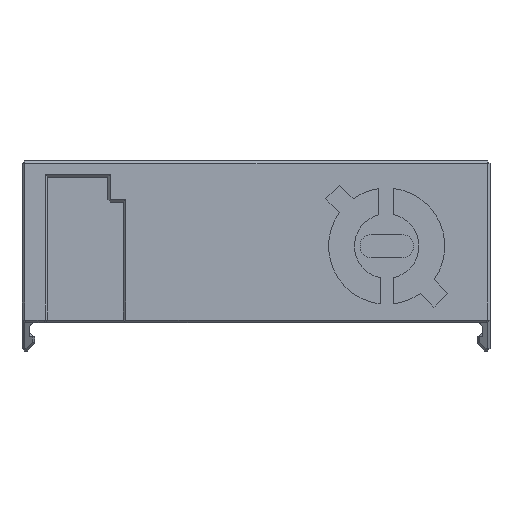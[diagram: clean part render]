
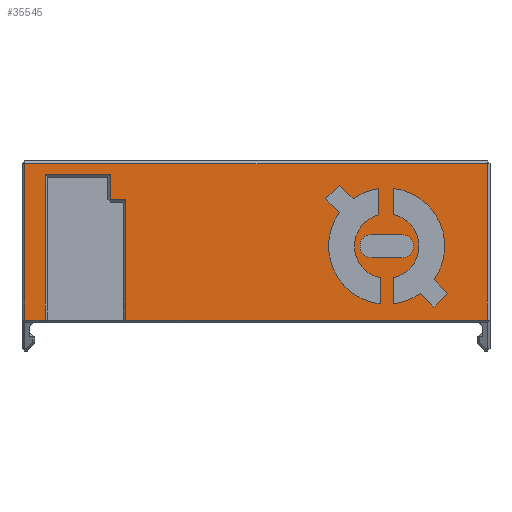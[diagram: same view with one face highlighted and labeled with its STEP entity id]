
A CAD part, front view. The second image highlights one B-rep face of the part: STEP entity #35545.
In plain terms, the highlighted planar face has unit normal (0, -1, 0).
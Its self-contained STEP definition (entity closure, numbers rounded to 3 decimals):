
#15=CIRCLE('',#37279,1.8);
#16=CIRCLE('',#37280,1.8);
#17=CIRCLE('',#37281,9.);
#18=CIRCLE('',#37282,9.);
#19=CIRCLE('',#37283,5.);
#20=CIRCLE('',#37284,9.);
#21=CIRCLE('',#37285,5.);
#22=CIRCLE('',#37286,9.);
#206=FACE_BOUND('',#4251,.T.);
#207=FACE_BOUND('',#4252,.T.);
#208=FACE_BOUND('',#4253,.T.);
#661=PLANE('',#37278);
#2364=FACE_OUTER_BOUND('',#4250,.T.);
#4250=EDGE_LOOP('',(#27005,#27006,#27007,#27008,#27009,#27010,#27011,#27012,
#27013,#27014));
#4251=EDGE_LOOP('',(#27015,#27016,#27017,#27018));
#4252=EDGE_LOOP('',(#27019,#27020,#27021,#27022,#27023,#27024,#27025,#27026));
#4253=EDGE_LOOP('',(#27027,#27028,#27029,#27030,#27031,#27032,#27033,#27034));
#6293=LINE('',#47903,#11452);
#6322=LINE('',#47963,#11481);
#7211=LINE('',#49721,#12370);
#7215=LINE('',#49728,#12374);
#7645=LINE('',#50596,#12804);
#7647=LINE('',#50599,#12806);
#7649=LINE('',#50602,#12808);
#7650=LINE('',#50605,#12809);
#7651=LINE('',#50607,#12810);
#7652=LINE('',#50608,#12811);
#7653=LINE('',#50613,#12812);
#7654=LINE('',#50616,#12813);
#7655=LINE('',#50619,#12814);
#7656=LINE('',#50623,#12815);
#7657=LINE('',#50625,#12816);
#7658=LINE('',#50627,#12817);
#7659=LINE('',#50631,#12818);
#7660=LINE('',#50637,#12819);
#7661=LINE('',#50641,#12820);
#7662=LINE('',#50645,#12821);
#7663=LINE('',#50647,#12822);
#7664=LINE('',#50648,#12823);
#11452=VECTOR('',#39170,10.);
#11481=VECTOR('',#39215,10.);
#12370=VECTOR('',#40192,10.);
#12374=VECTOR('',#40198,10.);
#12804=VECTOR('',#40748,10.);
#12806=VECTOR('',#40752,10.);
#12808=VECTOR('',#40756,10.);
#12809=VECTOR('',#40759,10.);
#12810=VECTOR('',#40760,10.);
#12811=VECTOR('',#40761,10.);
#12812=VECTOR('',#40764,10.);
#12813=VECTOR('',#40767,10.);
#12814=VECTOR('',#40768,10.);
#12815=VECTOR('',#40771,10.);
#12816=VECTOR('',#40772,10.);
#12817=VECTOR('',#40773,10.);
#12818=VECTOR('',#40776,10.);
#12819=VECTOR('',#40781,10.);
#12820=VECTOR('',#40784,10.);
#12821=VECTOR('',#40787,10.);
#12822=VECTOR('',#40788,10.);
#12823=VECTOR('',#40789,10.);
#16572=VERTEX_POINT('',#47900);
#16573=VERTEX_POINT('',#47902);
#16594=VERTEX_POINT('',#47955);
#16596=VERTEX_POINT('',#47961);
#17420=VERTEX_POINT('',#49718);
#17421=VERTEX_POINT('',#49720);
#17423=VERTEX_POINT('',#49726);
#17801=VERTEX_POINT('',#50595);
#17802=VERTEX_POINT('',#50604);
#17803=VERTEX_POINT('',#50606);
#17804=VERTEX_POINT('',#50609);
#17805=VERTEX_POINT('',#50610);
#17806=VERTEX_POINT('',#50612);
#17807=VERTEX_POINT('',#50614);
#17808=VERTEX_POINT('',#50617);
#17809=VERTEX_POINT('',#50618);
#17810=VERTEX_POINT('',#50620);
#17811=VERTEX_POINT('',#50622);
#17812=VERTEX_POINT('',#50624);
#17813=VERTEX_POINT('',#50626);
#17814=VERTEX_POINT('',#50628);
#17815=VERTEX_POINT('',#50630);
#17816=VERTEX_POINT('',#50633);
#17817=VERTEX_POINT('',#50634);
#17818=VERTEX_POINT('',#50636);
#17819=VERTEX_POINT('',#50638);
#17820=VERTEX_POINT('',#50640);
#17821=VERTEX_POINT('',#50642);
#17822=VERTEX_POINT('',#50644);
#17823=VERTEX_POINT('',#50646);
#20033=EDGE_CURVE('',#16572,#16573,#6293,.T.);
#20062=EDGE_CURVE('',#16596,#16594,#6322,.T.);
#20951=EDGE_CURVE('',#17420,#17421,#7211,.T.);
#20955=EDGE_CURVE('',#17423,#17420,#7215,.T.);
#21385=EDGE_CURVE('',#16573,#17801,#7645,.T.);
#21387=EDGE_CURVE('',#17421,#16572,#7647,.T.);
#21389=EDGE_CURVE('',#17801,#16596,#7649,.T.);
#21390=EDGE_CURVE('',#17802,#17423,#7650,.T.);
#21391=EDGE_CURVE('',#17803,#17802,#7651,.T.);
#21392=EDGE_CURVE('',#16594,#17803,#7652,.T.);
#21393=EDGE_CURVE('',#17804,#17805,#15,.T.);
#21394=EDGE_CURVE('',#17805,#17806,#7653,.T.);
#21395=EDGE_CURVE('',#17806,#17807,#16,.T.);
#21396=EDGE_CURVE('',#17807,#17804,#7654,.T.);
#21397=EDGE_CURVE('',#17808,#17809,#7655,.T.);
#21398=EDGE_CURVE('',#17809,#17810,#17,.T.);
#21399=EDGE_CURVE('',#17810,#17811,#7656,.T.);
#21400=EDGE_CURVE('',#17811,#17812,#7657,.T.);
#21401=EDGE_CURVE('',#17812,#17813,#7658,.T.);
#21402=EDGE_CURVE('',#17813,#17814,#18,.T.);
#21403=EDGE_CURVE('',#17814,#17815,#7659,.T.);
#21404=EDGE_CURVE('',#17815,#17808,#19,.T.);
#21405=EDGE_CURVE('',#17816,#17817,#20,.T.);
#21406=EDGE_CURVE('',#17817,#17818,#7660,.T.);
#21407=EDGE_CURVE('',#17818,#17819,#21,.T.);
#21408=EDGE_CURVE('',#17819,#17820,#7661,.T.);
#21409=EDGE_CURVE('',#17820,#17821,#22,.T.);
#21410=EDGE_CURVE('',#17821,#17822,#7662,.T.);
#21411=EDGE_CURVE('',#17822,#17823,#7663,.T.);
#21412=EDGE_CURVE('',#17823,#17816,#7664,.T.);
#27005=ORIENTED_EDGE('',*,*,#20062,.F.);
#27006=ORIENTED_EDGE('',*,*,#21389,.F.);
#27007=ORIENTED_EDGE('',*,*,#21385,.F.);
#27008=ORIENTED_EDGE('',*,*,#20033,.F.);
#27009=ORIENTED_EDGE('',*,*,#21387,.F.);
#27010=ORIENTED_EDGE('',*,*,#20951,.F.);
#27011=ORIENTED_EDGE('',*,*,#20955,.F.);
#27012=ORIENTED_EDGE('',*,*,#21390,.F.);
#27013=ORIENTED_EDGE('',*,*,#21391,.F.);
#27014=ORIENTED_EDGE('',*,*,#21392,.F.);
#27015=ORIENTED_EDGE('',*,*,#21393,.T.);
#27016=ORIENTED_EDGE('',*,*,#21394,.T.);
#27017=ORIENTED_EDGE('',*,*,#21395,.T.);
#27018=ORIENTED_EDGE('',*,*,#21396,.T.);
#27019=ORIENTED_EDGE('',*,*,#21397,.T.);
#27020=ORIENTED_EDGE('',*,*,#21398,.T.);
#27021=ORIENTED_EDGE('',*,*,#21399,.T.);
#27022=ORIENTED_EDGE('',*,*,#21400,.T.);
#27023=ORIENTED_EDGE('',*,*,#21401,.T.);
#27024=ORIENTED_EDGE('',*,*,#21402,.T.);
#27025=ORIENTED_EDGE('',*,*,#21403,.T.);
#27026=ORIENTED_EDGE('',*,*,#21404,.T.);
#27027=ORIENTED_EDGE('',*,*,#21405,.T.);
#27028=ORIENTED_EDGE('',*,*,#21406,.T.);
#27029=ORIENTED_EDGE('',*,*,#21407,.T.);
#27030=ORIENTED_EDGE('',*,*,#21408,.T.);
#27031=ORIENTED_EDGE('',*,*,#21409,.T.);
#27032=ORIENTED_EDGE('',*,*,#21410,.T.);
#27033=ORIENTED_EDGE('',*,*,#21411,.T.);
#27034=ORIENTED_EDGE('',*,*,#21412,.T.);
#35545=ADVANCED_FACE('',(#2364,#206,#207,#208),#661,.T.);
#37278=AXIS2_PLACEMENT_3D('',#50603,#40757,#40758);
#37279=AXIS2_PLACEMENT_3D('',#50611,#40762,#40763);
#37280=AXIS2_PLACEMENT_3D('',#50615,#40765,#40766);
#37281=AXIS2_PLACEMENT_3D('',#50621,#40769,#40770);
#37282=AXIS2_PLACEMENT_3D('',#50629,#40774,#40775);
#37283=AXIS2_PLACEMENT_3D('',#50632,#40777,#40778);
#37284=AXIS2_PLACEMENT_3D('',#50635,#40779,#40780);
#37285=AXIS2_PLACEMENT_3D('',#50639,#40782,#40783);
#37286=AXIS2_PLACEMENT_3D('',#50643,#40785,#40786);
#39170=DIRECTION('',(0.,0.,1.));
#39215=DIRECTION('',(-1.,0.,0.));
#40192=DIRECTION('',(0.,0.,1.));
#40198=DIRECTION('',(-1.,0.,0.));
#40748=DIRECTION('',(-1.,0.,0.));
#40752=DIRECTION('',(-1.,0.,0.));
#40756=DIRECTION('',(0.,0.,-1.));
#40757=DIRECTION('center_axis',(0.,-1.,0.));
#40758=DIRECTION('ref_axis',(-1.,0.,0.));
#40759=DIRECTION('',(0.,0.,-1.));
#40760=DIRECTION('',(1.,0.,0.));
#40761=DIRECTION('',(0.,0.,1.));
#40762=DIRECTION('center_axis',(0.,1.,0.));
#40763=DIRECTION('ref_axis',(-1.,0.,0.));
#40764=DIRECTION('',(-1.,0.,0.));
#40765=DIRECTION('center_axis',(0.,1.,0.));
#40766=DIRECTION('ref_axis',(-1.,0.,0.));
#40767=DIRECTION('',(1.,0.,0.));
#40768=DIRECTION('',(0.,0.,1.));
#40769=DIRECTION('center_axis',(0.,1.,0.));
#40770=DIRECTION('ref_axis',(-1.,0.,0.));
#40771=DIRECTION('',(0.707,0.,-0.707));
#40772=DIRECTION('',(-0.707,0.,-0.707));
#40773=DIRECTION('',(-0.707,0.,0.707));
#40774=DIRECTION('center_axis',(0.,1.,0.));
#40775=DIRECTION('ref_axis',(-1.,0.,0.));
#40776=DIRECTION('',(0.,0.,1.));
#40777=DIRECTION('center_axis',(0.,-1.,0.));
#40778=DIRECTION('ref_axis',(-1.,0.,0.));
#40779=DIRECTION('center_axis',(0.,1.,0.));
#40780=DIRECTION('ref_axis',(-1.,0.,0.));
#40781=DIRECTION('',(0.,0.,-1.));
#40782=DIRECTION('center_axis',(0.,-1.,0.));
#40783=DIRECTION('ref_axis',(-1.,0.,0.));
#40784=DIRECTION('',(0.,0.,-1.));
#40785=DIRECTION('center_axis',(0.,1.,0.));
#40786=DIRECTION('ref_axis',(-1.,0.,0.));
#40787=DIRECTION('',(-0.707,0.,0.707));
#40788=DIRECTION('',(0.707,0.,0.707));
#40789=DIRECTION('',(0.707,0.,-0.707));
#47900=CARTESIAN_POINT('',(6.034,-64.9,27.05));
#47902=CARTESIAN_POINT('',(6.034,-64.9,30.95));
#47903=CARTESIAN_POINT('',(6.034,-64.9,33.05));
#47955=CARTESIAN_POINT('',(-7.266,-64.9,8.4));
#47961=CARTESIAN_POINT('',(-4.066,-64.9,8.4));
#47963=CARTESIAN_POINT('',(34.084,-64.9,8.4));
#49718=CARTESIAN_POINT('',(8.434,-64.9,8.4));
#49720=CARTESIAN_POINT('',(8.434,-64.9,27.05));
#49721=CARTESIAN_POINT('',(8.434,-64.9,33.05));
#49726=CARTESIAN_POINT('',(64.434,-64.9,8.4));
#49728=CARTESIAN_POINT('',(50.634,-64.9,8.4));
#50595=CARTESIAN_POINT('',(-4.066,-64.9,30.95));
#50596=CARTESIAN_POINT('',(46.709,-64.9,30.95));
#50599=CARTESIAN_POINT('',(35.834,-64.9,27.05));
#50602=CARTESIAN_POINT('',(-4.066,-64.9,33.05));
#50603=CARTESIAN_POINT('Origin',(64.834,-64.9,33.05));
#50604=CARTESIAN_POINT('',(64.434,-64.9,32.65));
#50605=CARTESIAN_POINT('',(64.434,-64.9,33.05));
#50606=CARTESIAN_POINT('',(-7.266,-64.9,32.65));
#50607=CARTESIAN_POINT('',(46.709,-64.9,32.65));
#50608=CARTESIAN_POINT('',(-7.266,-64.9,33.05));
#50609=CARTESIAN_POINT('',(51.184,-64.9,21.65));
#50610=CARTESIAN_POINT('',(51.184,-64.9,18.05));
#50611=CARTESIAN_POINT('Origin',(51.194,-64.9,19.85));
#50612=CARTESIAN_POINT('',(46.501,-64.9,18.05));
#50613=CARTESIAN_POINT('',(58.009,-64.9,18.05));
#50614=CARTESIAN_POINT('',(46.501,-64.9,21.65));
#50615=CARTESIAN_POINT('Origin',(46.493,-64.9,19.85));
#50616=CARTESIAN_POINT('',(55.668,-64.9,21.65));
#50617=CARTESIAN_POINT('',(49.834,-64.9,24.749));
#50618=CARTESIAN_POINT('',(49.834,-64.9,28.794));
#50619=CARTESIAN_POINT('',(49.834,-64.9,28.899));
#50620=CARTESIAN_POINT('',(56.17,-64.9,14.636));
#50621=CARTESIAN_POINT('Origin',(48.834,-64.9,19.85));
#50622=CARTESIAN_POINT('',(58.274,-64.9,12.531));
#50623=CARTESIAN_POINT('',(53.732,-64.9,17.073));
#50624=CARTESIAN_POINT('',(56.153,-64.9,10.41));
#50625=CARTESIAN_POINT('',(65.044,-64.9,19.301));
#50626=CARTESIAN_POINT('',(54.049,-64.9,12.514));
#50627=CARTESIAN_POINT('',(52.663,-64.9,13.9));
#50628=CARTESIAN_POINT('',(49.834,-64.9,10.906));
#50629=CARTESIAN_POINT('Origin',(48.834,-64.9,19.85));
#50630=CARTESIAN_POINT('',(49.834,-64.9,14.951));
#50631=CARTESIAN_POINT('',(49.834,-64.9,21.978));
#50632=CARTESIAN_POINT('Origin',(48.834,-64.9,19.85));
#50633=CARTESIAN_POINT('',(43.62,-64.9,27.186));
#50634=CARTESIAN_POINT('',(47.58,-64.9,28.762));
#50635=CARTESIAN_POINT('Origin',(48.834,-64.9,19.85));
#50636=CARTESIAN_POINT('',(47.58,-64.9,24.69));
#50637=CARTESIAN_POINT('',(47.58,-64.9,30.906));
#50638=CARTESIAN_POINT('',(47.834,-64.9,14.951));
#50639=CARTESIAN_POINT('Origin',(48.834,-64.9,19.85));
#50640=CARTESIAN_POINT('',(47.834,-64.9,10.906));
#50641=CARTESIAN_POINT('',(47.834,-64.9,24.001));
#50642=CARTESIAN_POINT('',(41.499,-64.9,25.064));
#50643=CARTESIAN_POINT('Origin',(48.834,-64.9,19.85));
#50644=CARTESIAN_POINT('',(39.394,-64.9,27.169));
#50645=CARTESIAN_POINT('',(45.336,-64.9,21.227));
#50646=CARTESIAN_POINT('',(41.516,-64.9,29.29));
#50647=CARTESIAN_POINT('',(47.225,-64.9,34.999));
#50648=CARTESIAN_POINT('',(46.405,-64.9,24.4));
